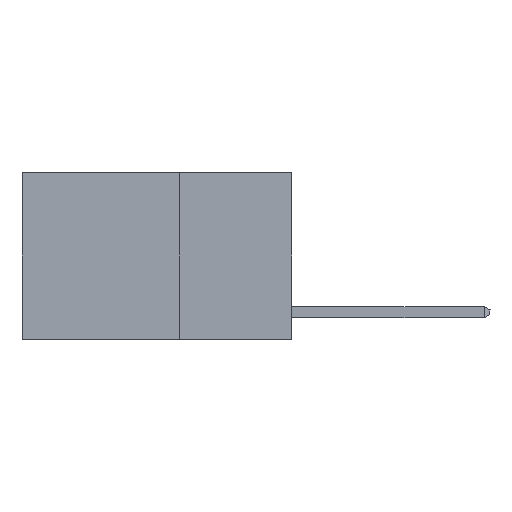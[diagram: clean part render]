
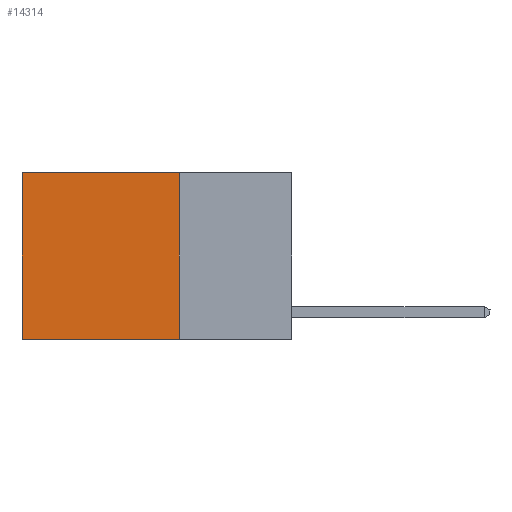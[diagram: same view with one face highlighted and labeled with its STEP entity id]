
A CAD part, left-side view. The second image highlights one B-rep face of the part: STEP entity #14314.
In plain terms, the highlighted planar face has unit normal (-1, 0, 0).
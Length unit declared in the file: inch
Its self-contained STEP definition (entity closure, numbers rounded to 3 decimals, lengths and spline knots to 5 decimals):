
#1142 = AXIS2_PLACEMENT_3D ( 'NONE', #2440, #16385, #16801 ) ;
#1395 = VERTEX_POINT ( 'NONE', #2918 ) ;
#1977 = EDGE_CURVE ( 'NONE', #1395, #6759, #2778, .T. ) ;
#2440 = CARTESIAN_POINT ( 'NONE',  ( 0.2625, 0.25, 0. ) ) ;
#2581 = ORIENTED_EDGE ( 'NONE', *, *, #1977, .F. ) ;
#2778 = LINE ( 'NONE', #8289, #4314 ) ;
#2918 = CARTESIAN_POINT ( 'NONE',  ( 0.2625, 0.25, -0.37 ) ) ;
#3324 = CARTESIAN_POINT ( 'NONE',  ( 0.2625, 0.6, 0. ) ) ;
#4019 = LINE ( 'NONE', #17951, #14610 ) ;
#4267 = LINE ( 'NONE', #5592, #13771 ) ;
#4314 = VECTOR ( 'NONE', #15461, 39.37008 ) ;
#4351 = VECTOR ( 'NONE', #15857, 39.37008 ) ;
#4769 = ORIENTED_EDGE ( 'NONE', *, *, #13605, .T. ) ;
#4778 = CARTESIAN_POINT ( 'NONE',  ( 0.2625, 0.25, 0. ) ) ;
#5592 = CARTESIAN_POINT ( 'NONE',  ( 0.2625, 0.6, 0. ) ) ;
#6038 = ORIENTED_EDGE ( 'NONE', *, *, #12945, .T. ) ;
#6231 = CARTESIAN_POINT ( 'NONE',  ( 0.2625, 0.25, 0. ) ) ;
#6759 = VERTEX_POINT ( 'NONE', #11948 ) ;
#8223 = DIRECTION ( 'NONE',  ( 0., 1., 0. ) ) ;
#8289 = CARTESIAN_POINT ( 'NONE',  ( 0.2625, 0.25, -0.37 ) ) ;
#8822 = FACE_OUTER_BOUND ( 'NONE', #11487, .T. ) ;
#9342 = EDGE_CURVE ( 'NONE', #12428, #1395, #14284, .T. ) ;
#11487 = EDGE_LOOP ( 'NONE', ( #6038, #2581, #12514, #4769 ) ) ;
#11948 = CARTESIAN_POINT ( 'NONE',  ( 0.2625, 0.6, -0.37 ) ) ;
#12428 = VERTEX_POINT ( 'NONE', #4778 ) ;
#12514 = ORIENTED_EDGE ( 'NONE', *, *, #9342, .F. ) ;
#12945 = EDGE_CURVE ( 'NONE', #14450, #6759, #4267, .T. ) ;
#13605 = EDGE_CURVE ( 'NONE', #12428, #14450, #4019, .T. ) ;
#13771 = VECTOR ( 'NONE', #16698, 39.37008 ) ;
#14284 = LINE ( 'NONE', #6231, #4351 ) ;
#14314 = ADVANCED_FACE ( 'NONE', ( #8822 ), #17252, .F. ) ;
#14450 = VERTEX_POINT ( 'NONE', #3324 ) ;
#14610 = VECTOR ( 'NONE', #8223, 39.37008 ) ;
#15461 = DIRECTION ( 'NONE',  ( 0., 1., 0. ) ) ;
#15857 = DIRECTION ( 'NONE',  ( 0., 0., -1. ) ) ;
#16385 = DIRECTION ( 'NONE',  ( 1., 0., 0. ) ) ;
#16698 = DIRECTION ( 'NONE',  ( 0., 0., -1. ) ) ;
#16801 = DIRECTION ( 'NONE',  ( 0., 0., -1. ) ) ;
#17252 = PLANE ( 'NONE',  #1142 ) ;
#17951 = CARTESIAN_POINT ( 'NONE',  ( 0.2625, 0.25, 0. ) ) ;
